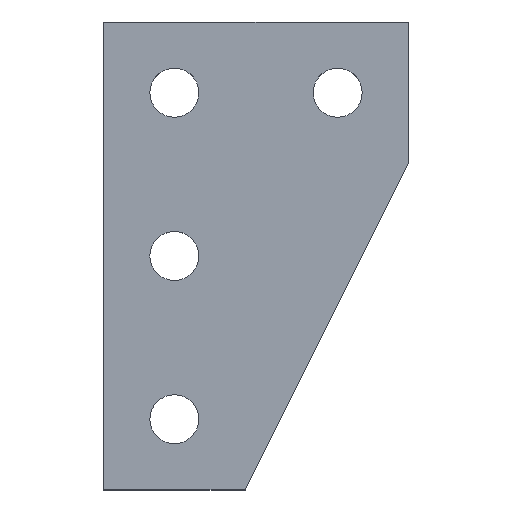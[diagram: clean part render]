
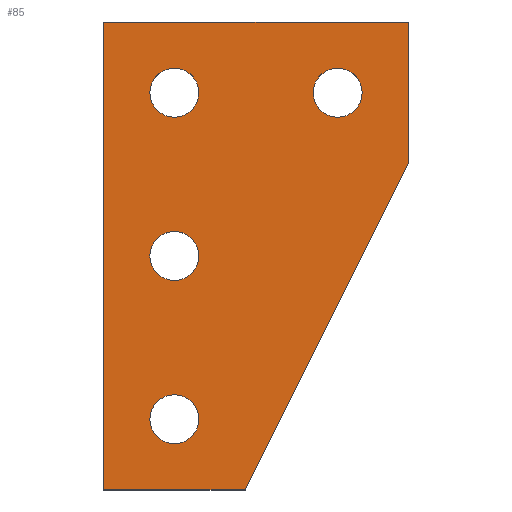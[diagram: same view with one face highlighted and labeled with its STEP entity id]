
A CAD part, top view. The second image highlights one B-rep face of the part: STEP entity #85.
In plain terms, the highlighted planar face has unit normal (0, 0, 1).
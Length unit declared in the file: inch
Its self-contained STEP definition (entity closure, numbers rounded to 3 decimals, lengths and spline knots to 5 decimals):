
#85=ADVANCED_FACE('',(#162,#163,#164,#165,#166),#167,.T.);
#162=FACE_BOUND('',#243,.T.);
#163=FACE_BOUND('',#244,.T.);
#164=FACE_BOUND('',#245,.T.);
#165=FACE_BOUND('',#246,.T.);
#166=FACE_OUTER_BOUND('',#247,.T.);
#167=PLANE('',#248);
#243=EDGE_LOOP('',(#384,#385));
#244=EDGE_LOOP('',(#386,#387));
#245=EDGE_LOOP('',(#388,#389));
#246=EDGE_LOOP('',(#390,#391));
#247=EDGE_LOOP('',(#392,#393,#394,#395,#396));
#248=AXIS2_PLACEMENT_3D('',#397,#398,#399);
#384=ORIENTED_EDGE('',*,*,#441,.F.);
#385=ORIENTED_EDGE('',*,*,#436,.F.);
#386=ORIENTED_EDGE('',*,*,#424,.F.);
#387=ORIENTED_EDGE('',*,*,#439,.F.);
#388=ORIENTED_EDGE('',*,*,#429,.F.);
#389=ORIENTED_EDGE('',*,*,#462,.F.);
#390=ORIENTED_EDGE('',*,*,#414,.F.);
#391=ORIENTED_EDGE('',*,*,#464,.F.);
#392=ORIENTED_EDGE('',*,*,#460,.F.);
#393=ORIENTED_EDGE('',*,*,#418,.F.);
#394=ORIENTED_EDGE('',*,*,#449,.F.);
#395=ORIENTED_EDGE('',*,*,#444,.F.);
#396=ORIENTED_EDGE('',*,*,#452,.F.);
#397=CARTESIAN_POINT('',(1.46323,-2.40073,0.25));
#398=DIRECTION('',(0.0,0.0,1.0));
#399=DIRECTION('',(1.0,0.0,0.0));
#414=EDGE_CURVE('',#469,#471,#472,.T.);
#418=EDGE_CURVE('',#477,#478,#479,.T.);
#424=EDGE_CURVE('',#487,#489,#490,.T.);
#429=EDGE_CURVE('',#496,#498,#499,.T.);
#436=EDGE_CURVE('',#509,#505,#511,.T.);
#439=EDGE_CURVE('',#489,#487,#514,.T.);
#441=EDGE_CURVE('',#505,#509,#516,.T.);
#444=EDGE_CURVE('',#519,#520,#521,.T.);
#449=EDGE_CURVE('',#520,#477,#528,.T.);
#452=EDGE_CURVE('',#531,#519,#532,.T.);
#460=EDGE_CURVE('',#478,#531,#541,.T.);
#462=EDGE_CURVE('',#498,#496,#543,.T.);
#464=EDGE_CURVE('',#471,#469,#545,.T.);
#469=VERTEX_POINT('',#550);
#471=VERTEX_POINT('',#553);
#472=CIRCLE('',#554,0.28125);
#477=VERTEX_POINT('',#560);
#478=VERTEX_POINT('',#561);
#479=LINE('',#562,#563);
#487=VERTEX_POINT('',#574);
#489=VERTEX_POINT('',#577);
#490=CIRCLE('',#578,0.28125);
#496=VERTEX_POINT('',#585);
#498=VERTEX_POINT('',#588);
#499=CIRCLE('',#589,0.28125);
#505=VERTEX_POINT('',#596);
#509=VERTEX_POINT('',#601);
#511=CIRCLE('',#604,0.28125);
#514=CIRCLE('',#607,0.28125);
#516=CIRCLE('',#609,0.28125);
#519=VERTEX_POINT('',#612);
#520=VERTEX_POINT('',#613);
#521=LINE('',#614,#615);
#528=LINE('',#625,#626);
#531=VERTEX_POINT('',#630);
#532=LINE('',#631,#632);
#541=LINE('',#644,#645);
#543=CIRCLE('',#647,0.28125);
#545=CIRCLE('',#649,0.28125);
#550=CARTESIAN_POINT('',(2.96875,-0.8125,0.25));
#553=CARTESIAN_POINT('',(2.40625,-0.8125,0.25));
#554=AXIS2_PLACEMENT_3D('',#653,#654,#655);
#560=CARTESIAN_POINT('',(3.5,0.0,0.25));
#561=CARTESIAN_POINT('',(3.5,-1.625,0.25));
#562=CARTESIAN_POINT('',(3.5,0.0,0.25));
#563=VECTOR('',#660,1.0);
#574=CARTESIAN_POINT('',(1.09375,-0.8125,0.25));
#577=CARTESIAN_POINT('',(0.53125,-0.8125,0.25));
#578=AXIS2_PLACEMENT_3D('',#665,#666,#667);
#585=CARTESIAN_POINT('',(1.09375,-2.6875,0.25));
#588=CARTESIAN_POINT('',(0.53125,-2.6875,0.25));
#589=AXIS2_PLACEMENT_3D('',#673,#674,#675);
#596=CARTESIAN_POINT('',(1.09375,-4.5625,0.25));
#601=CARTESIAN_POINT('',(0.53125,-4.5625,0.25));
#604=AXIS2_PLACEMENT_3D('',#685,#686,#687);
#607=AXIS2_PLACEMENT_3D('',#691,#692,#693);
#609=AXIS2_PLACEMENT_3D('',#694,#695,#696);
#612=CARTESIAN_POINT('',(0.,-5.375,0.25));
#613=CARTESIAN_POINT('',(0.0,0.0,0.25));
#614=CARTESIAN_POINT('',(0.,-5.375,0.25));
#615=VECTOR('',#700,1.0);
#625=CARTESIAN_POINT('',(0.0,0.0,0.25));
#626=VECTOR('',#704,1.0);
#630=CARTESIAN_POINT('',(1.625,-5.375,0.25));
#631=CARTESIAN_POINT('',(1.625,-5.375,0.25));
#632=VECTOR('',#706,1.0);
#644=CARTESIAN_POINT('',(3.5,-1.625,0.25));
#645=VECTOR('',#716,1.0);
#647=AXIS2_PLACEMENT_3D('',#717,#718,#719);
#649=AXIS2_PLACEMENT_3D('',#720,#721,#722);
#653=CARTESIAN_POINT('',(2.6875,-0.8125,0.25));
#654=DIRECTION('',(0.0,0.0,1.0));
#655=DIRECTION('',(1.0,0.0,0.0));
#660=DIRECTION('',(0.,-1.0,0.0));
#665=CARTESIAN_POINT('',(0.8125,-0.8125,0.25));
#666=DIRECTION('',(0.0,0.0,1.0));
#667=DIRECTION('',(1.0,0.0,0.0));
#673=CARTESIAN_POINT('',(0.8125,-2.6875,0.25));
#674=DIRECTION('',(0.0,0.0,1.0));
#675=DIRECTION('',(1.0,0.0,0.0));
#685=CARTESIAN_POINT('',(0.8125,-4.5625,0.25));
#686=DIRECTION('',(0.0,0.0,1.0));
#687=DIRECTION('',(1.0,0.0,0.0));
#691=CARTESIAN_POINT('',(0.8125,-0.8125,0.25));
#692=DIRECTION('',(0.0,0.0,1.0));
#693=DIRECTION('',(1.0,0.0,0.0));
#694=CARTESIAN_POINT('',(0.8125,-4.5625,0.25));
#695=DIRECTION('',(0.0,0.0,1.0));
#696=DIRECTION('',(1.0,0.0,0.0));
#700=DIRECTION('',(0.,1.0,0.0));
#704=DIRECTION('',(1.0,0.0,0.0));
#706=DIRECTION('',(-1.0,0.,0.0));
#716=DIRECTION('',(-0.447,-0.894,0.0));
#717=CARTESIAN_POINT('',(0.8125,-2.6875,0.25));
#718=DIRECTION('',(0.0,0.0,1.0));
#719=DIRECTION('',(1.0,0.0,0.0));
#720=CARTESIAN_POINT('',(2.6875,-0.8125,0.25));
#721=DIRECTION('',(0.0,0.0,1.0));
#722=DIRECTION('',(1.0,0.0,0.0));
